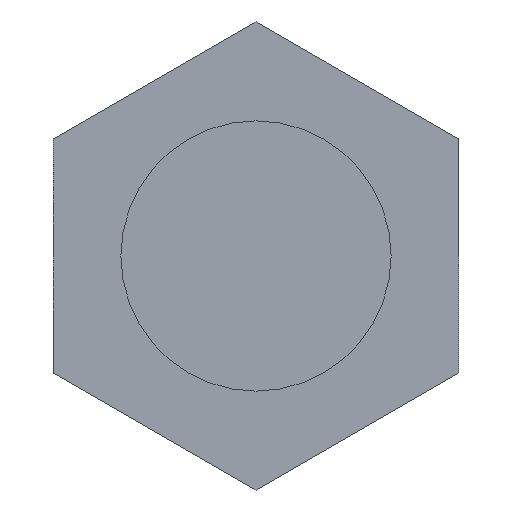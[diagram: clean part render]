
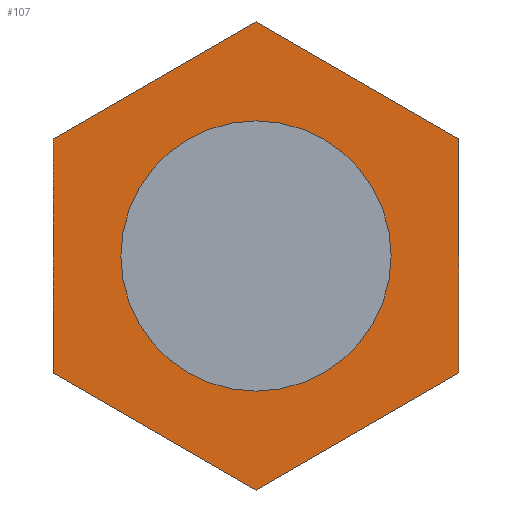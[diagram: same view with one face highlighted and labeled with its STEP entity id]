
A CAD part, left-side view. The second image highlights one B-rep face of the part: STEP entity #107.
In plain terms, the highlighted planar face has unit normal (-1, 0, 0).
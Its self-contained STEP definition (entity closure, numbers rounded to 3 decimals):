
#5 = EDGE_CURVE ( 'NONE', #467, #705, #380, .T. ) ;
#13 = EDGE_CURVE ( 'NONE', #77, #602, #481, .T. ) ;
#37 = CARTESIAN_POINT ( 'NONE',  ( 20., 12., -6.928 ) ) ;
#49 = DIRECTION ( 'NONE',  ( 0., 0.866, 0.5 ) ) ;
#51 = EDGE_CURVE ( 'NONE', #714, #178, #712, .T. ) ;
#58 = VECTOR ( 'NONE', #193, 1000. ) ;
#65 = DIRECTION ( 'NONE',  ( 0., -0.866, 0.5 ) ) ;
#77 = VERTEX_POINT ( 'NONE', #301 ) ;
#100 = VECTOR ( 'NONE', #236, 1000. ) ;
#103 = EDGE_CURVE ( 'NONE', #233, #467, #520, .T. ) ;
#107 = ADVANCED_FACE ( 'NONE', ( #695, #529 ), #424, .F. ) ;
#131 = VECTOR ( 'NONE', #65, 1000. ) ;
#148 = CARTESIAN_POINT ( 'NONE',  ( 20., 0., 0. ) ) ;
#155 = DIRECTION ( 'NONE',  ( 0., -0.866, -0.5 ) ) ;
#157 = LINE ( 'NONE', #287, #58 ) ;
#163 = VERTEX_POINT ( 'NONE', #657 ) ;
#165 = DIRECTION ( 'NONE',  ( 0., 0., -1. ) ) ;
#173 = ORIENTED_EDGE ( 'NONE', *, *, #336, .F. ) ;
#174 = ORIENTED_EDGE ( 'NONE', *, *, #103, .F. ) ;
#178 = VERTEX_POINT ( 'NONE', #550 ) ;
#188 = CARTESIAN_POINT ( 'NONE',  ( 20., -12., 6.928 ) ) ;
#192 = ORIENTED_EDGE ( 'NONE', *, *, #5, .F. ) ;
#193 = DIRECTION ( 'NONE',  ( 0., 0.866, -0.5 ) ) ;
#195 = AXIS2_PLACEMENT_3D ( 'NONE', #148, #583, #165 ) ;
#233 = VERTEX_POINT ( 'NONE', #709 ) ;
#236 = DIRECTION ( 'NONE',  ( 0., 0., -1. ) ) ;
#246 = ORIENTED_EDGE ( 'NONE', *, *, #614, .T. ) ;
#252 = DIRECTION ( 'NONE',  ( 0., 0., -1. ) ) ;
#256 = LINE ( 'NONE', #434, #378 ) ;
#263 = CARTESIAN_POINT ( 'NONE',  ( 20., -12., -6.928 ) ) ;
#276 = VECTOR ( 'NONE', #155, 1000. ) ;
#286 = CARTESIAN_POINT ( 'NONE',  ( 20., -12., 6.928 ) ) ;
#287 = CARTESIAN_POINT ( 'NONE',  ( 20., -12., -6.928 ) ) ;
#301 = CARTESIAN_POINT ( 'NONE',  ( 20., 0., 8. ) ) ;
#314 = EDGE_LOOP ( 'NONE', ( #425, #192, #174, #173, #586, #452 ) ) ;
#336 = EDGE_CURVE ( 'NONE', #178, #233, #415, .T. ) ;
#348 = DIRECTION ( 'NONE',  ( 1., 0., 0. ) ) ;
#351 = CARTESIAN_POINT ( 'NONE',  ( 20., 0., 0. ) ) ;
#355 = DIRECTION ( 'NONE',  ( 0., 0., 1. ) ) ;
#364 = CARTESIAN_POINT ( 'NONE',  ( 20., 0., -8. ) ) ;
#378 = VECTOR ( 'NONE', #49, 1000. ) ;
#380 = LINE ( 'NONE', #188, #100 ) ;
#413 = DIRECTION ( 'NONE',  ( 0., 0., -1. ) ) ;
#415 = LINE ( 'NONE', #459, #131 ) ;
#416 = VECTOR ( 'NONE', #355, 1000. ) ;
#424 = PLANE ( 'NONE',  #620 ) ;
#425 = ORIENTED_EDGE ( 'NONE', *, *, #504, .F. ) ;
#434 = CARTESIAN_POINT ( 'NONE',  ( 20., 0., -13.856 ) ) ;
#452 = ORIENTED_EDGE ( 'NONE', *, *, #636, .F. ) ;
#459 = CARTESIAN_POINT ( 'NONE',  ( 20., 12., 6.928 ) ) ;
#467 = VERTEX_POINT ( 'NONE', #286 ) ;
#472 = CARTESIAN_POINT ( 'NONE',  ( 20., 0., 13.856 ) ) ;
#481 = CIRCLE ( 'NONE', #675, 8. ) ;
#485 = DIRECTION ( 'NONE',  ( 1., 0., 0. ) ) ;
#504 = EDGE_CURVE ( 'NONE', #705, #163, #157, .T. ) ;
#520 = LINE ( 'NONE', #472, #276 ) ;
#529 = FACE_OUTER_BOUND ( 'NONE', #314, .T. ) ;
#544 = CARTESIAN_POINT ( 'NONE',  ( 20., 12., -6.928 ) ) ;
#550 = CARTESIAN_POINT ( 'NONE',  ( 20., 12., 6.928 ) ) ;
#583 = DIRECTION ( 'NONE',  ( 1., 0., 0. ) ) ;
#586 = ORIENTED_EDGE ( 'NONE', *, *, #51, .F. ) ;
#602 = VERTEX_POINT ( 'NONE', #364 ) ;
#614 = EDGE_CURVE ( 'NONE', #602, #77, #673, .T. ) ;
#620 = AXIS2_PLACEMENT_3D ( 'NONE', #706, #485, #252 ) ;
#636 = EDGE_CURVE ( 'NONE', #163, #714, #256, .T. ) ;
#647 = EDGE_LOOP ( 'NONE', ( #246, #656 ) ) ;
#656 = ORIENTED_EDGE ( 'NONE', *, *, #13, .T. ) ;
#657 = CARTESIAN_POINT ( 'NONE',  ( 20., 0., -13.856 ) ) ;
#673 = CIRCLE ( 'NONE', #195, 8. ) ;
#675 = AXIS2_PLACEMENT_3D ( 'NONE', #351, #348, #413 ) ;
#695 = FACE_BOUND ( 'NONE', #647, .T. ) ;
#705 = VERTEX_POINT ( 'NONE', #263 ) ;
#706 = CARTESIAN_POINT ( 'NONE',  ( 20., 0., 0. ) ) ;
#709 = CARTESIAN_POINT ( 'NONE',  ( 20., 0., 13.856 ) ) ;
#712 = LINE ( 'NONE', #37, #416 ) ;
#714 = VERTEX_POINT ( 'NONE', #544 ) ;
